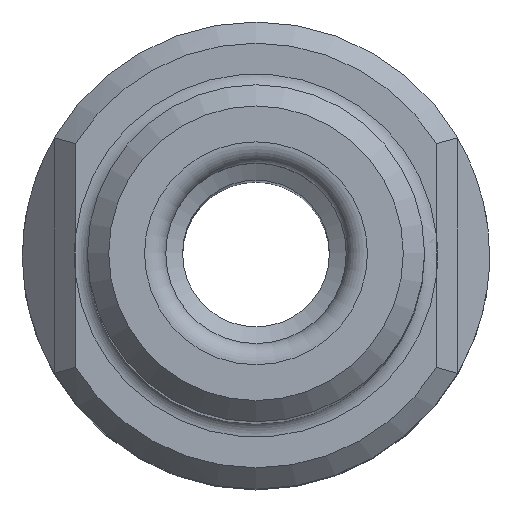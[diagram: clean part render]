
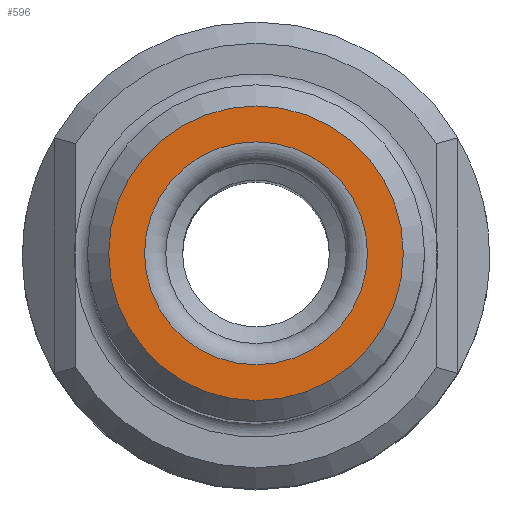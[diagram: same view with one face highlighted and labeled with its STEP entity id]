
A CAD part, top view. The second image highlights one B-rep face of the part: STEP entity #596.
In plain terms, the highlighted planar face has unit normal (0, 0, 1).
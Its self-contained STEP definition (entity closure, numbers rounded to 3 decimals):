
#38=PLANE('',#649);
#111=ORIENTED_EDGE('',*,*,#193,.F.);
#112=ORIENTED_EDGE('',*,*,#194,.T.);
#193=EDGE_CURVE('',#236,#236,#261,.T.);
#194=EDGE_CURVE('',#237,#237,#262,.F.);
#236=VERTEX_POINT('',#871);
#237=VERTEX_POINT('',#873);
#261=CIRCLE('',#650,5.25);
#262=CIRCLE('',#651,6.937);
#288=EDGE_LOOP('',(#111));
#289=EDGE_LOOP('',(#112));
#336=FACE_BOUND('',#288,.T.);
#337=FACE_BOUND('',#289,.T.);
#596=ADVANCED_FACE('',(#336,#337),#38,.F.);
#649=AXIS2_PLACEMENT_3D('',#869,#744,#745);
#650=AXIS2_PLACEMENT_3D('',#870,#746,#747);
#651=AXIS2_PLACEMENT_3D('',#872,#748,#749);
#744=DIRECTION('',(0.,0.,-1.));
#745=DIRECTION('',(-1.,0.,0.));
#746=DIRECTION('',(0.,0.,1.));
#747=DIRECTION('',(1.,0.,0.));
#748=DIRECTION('',(0.,0.,-1.));
#749=DIRECTION('',(-1.,0.,0.));
#869=CARTESIAN_POINT('',(7.937,0.,96.5));
#870=CARTESIAN_POINT('',(0.,0.,96.5));
#871=CARTESIAN_POINT('',(5.25,0.,96.5));
#872=CARTESIAN_POINT('',(0.,0.,96.5));
#873=CARTESIAN_POINT('',(-6.937,0.,96.5));
